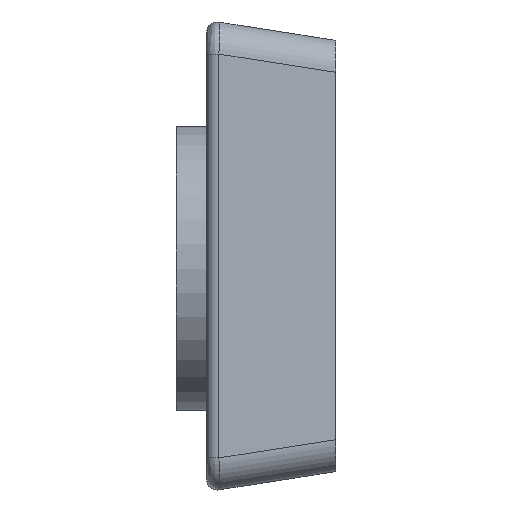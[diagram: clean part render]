
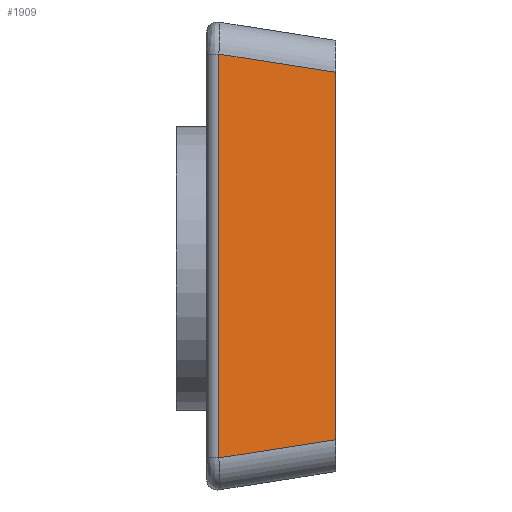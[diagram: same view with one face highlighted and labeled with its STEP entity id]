
A CAD part, left-side view. The second image highlights one B-rep face of the part: STEP entity #1909.
In plain terms, the highlighted planar face has unit normal (-0.988, -0.154, 0).
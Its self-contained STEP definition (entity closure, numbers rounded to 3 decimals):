
#141=LINE('',#3151,#243);
#146=LINE('',#3280,#248);
#147=LINE('',#3313,#249);
#149=LINE('',#3316,#251);
#243=VECTOR('',#2525,10.);
#248=VECTOR('',#2574,10.);
#249=VECTOR('',#2579,10.);
#251=VECTOR('',#2583,10.);
#441=FACE_OUTER_BOUND('',#572,.T.);
#572=EDGE_LOOP('',(#1478,#1479,#1480,#1481));
#861=VERTEX_POINT('',#3137);
#867=VERTEX_POINT('',#3149);
#878=VERTEX_POINT('',#3274);
#879=VERTEX_POINT('',#3278);
#1076=EDGE_CURVE('',#861,#867,#141,.T.);
#1097=EDGE_CURVE('',#879,#878,#146,.T.);
#1099=EDGE_CURVE('',#878,#867,#147,.T.);
#1101=EDGE_CURVE('',#861,#879,#149,.T.);
#1478=ORIENTED_EDGE('',*,*,#1097,.F.);
#1479=ORIENTED_EDGE('',*,*,#1101,.F.);
#1480=ORIENTED_EDGE('',*,*,#1076,.T.);
#1481=ORIENTED_EDGE('',*,*,#1099,.F.);
#1838=PLANE('',#2139);
#1909=ADVANCED_FACE('',(#441),#1838,.T.);
#2139=AXIS2_PLACEMENT_3D('',#3315,#2581,#2582);
#2525=DIRECTION('',(0.,0.,1.));
#2574=DIRECTION('',(0.,0.,1.));
#2579=DIRECTION('',(0.152,-0.977,-0.152));
#2581=DIRECTION('center_axis',(-0.988,-0.154,0.));
#2582=DIRECTION('ref_axis',(0.,0.,1.));
#2583=DIRECTION('',(-0.152,0.977,-0.152));
#3137=CARTESIAN_POINT('',(-20.,0.,-17.049));
#3149=CARTESIAN_POINT('',(-20.,0.,17.049));
#3151=CARTESIAN_POINT('',(-20.,0.,10.943));
#3274=CARTESIAN_POINT('',(-21.692,10.846,18.741));
#3278=CARTESIAN_POINT('',(-21.692,10.846,-18.741));
#3280=CARTESIAN_POINT('',(-21.692,10.846,5.471));
#3313=CARTESIAN_POINT('',(-20.519,3.326,17.568));
#3315=CARTESIAN_POINT('Origin',(-20.936,6.,10.943));
#3316=CARTESIAN_POINT('',(-20.519,3.325,-17.568));
